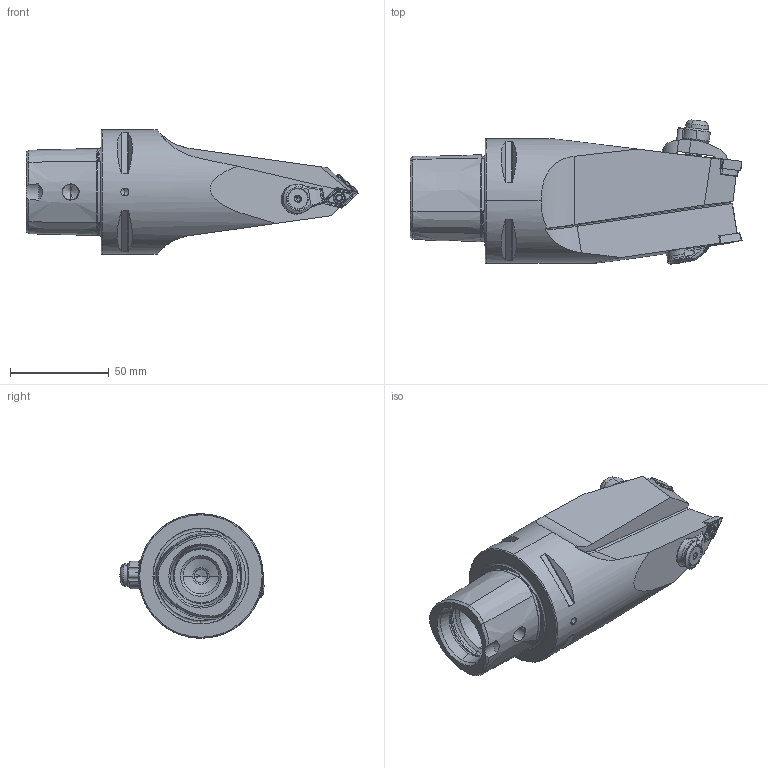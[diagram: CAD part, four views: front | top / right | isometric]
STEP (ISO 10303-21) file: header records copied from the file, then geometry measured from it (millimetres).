
FILE_DESCRIPTION (( 'STEP AP214' ), '1' );
FILE_NAME ('PS6.KCD.NYD.130.STEP', '2021-08-23T06:10:58', ( '' ), ( '' ), 'SwSTEP 2.0', 'SolidWorks 2017', '' );
FILE_SCHEMA (( 'AUTOMOTIVE_DESIGN' ));
Length unit declared in the file: millimetre
Products named in the file (18): WCD-ER2.101.003_A; CHP-PCX.000.022_D《e; DIN 7991 - M5x18; DIN 3771 - 13x1; DIN 3771 - 6.5x1.5; WCB-ER2.001.009_A; DCMT11T304; ISO 13337 - 3 x 12_PreviewCfg; WCC-ER5.102.012_B; PS6-KCD.NYD.130_A; WCC-ER2.001.010_A; ISO 8752 2x8; PS6.KCD.NYD.130; CHP-PCX.000.022_B; WCC-ER5.102.005_A; WCC-ER4.103.032_A; CNMG120404; WCC-ER3.102.024_C
Assembly tree (17 placements, depth 3):
  PS6.KCD.NYD.130
    PS6-KCD.NYD.130_A
    CNMG120404
    WCD-ER2.101.003_A
    WCC-ER2.001.010_A
    WCC-ER3.102.024_C
    WCC-ER4.103.032_A
    WCC-ER5.102.005_A
    WCC-ER5.102.012_B
    ISO 13337 - 3 x 12_PreviewCfg
    DCMT11T304
    WCB-ER2.001.009_A
    ISO 8752 2x8
    CHP-PCX.000.022_D《e
      DIN 3771 - 13x1
      DIN 3771 - 6.5x1.5
      CHP-PCX.000.022_B
      DIN 7991 - M5x18
Bounding box: 168.02 x 72.9 x 63 mm (x, y, z)
Volume: 279917.3 mm3; surface area: 46574.4 mm2
Topology: 16 solids, 16 shells, 700 faces, 1721 edges, 1037 vertices
Faces by surface type: cylinder 214, cone 165, plane 162, torus 91, bspline 66, sphere 2
Entity records: 25782 total; most frequent: CARTESIAN_POINT 9160, ORIENTED_EDGE 3382, DIRECTION 3206, EDGE_CURVE 1691, AXIS2_PLACEMENT_3D 1294, VERTEX_POINT 1037, EDGE_LOOP 746, ADVANCED_FACE 700
